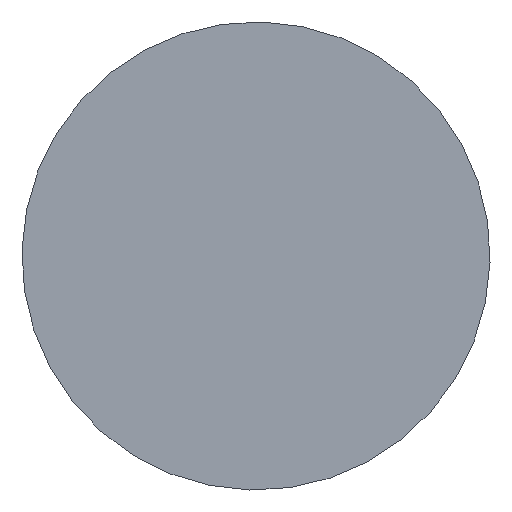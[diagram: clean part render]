
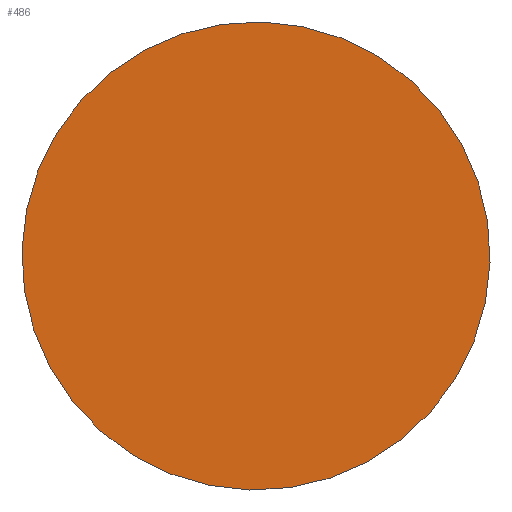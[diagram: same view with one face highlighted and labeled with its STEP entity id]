
A CAD part, front view. The second image highlights one B-rep face of the part: STEP entity #486.
In plain terms, the highlighted planar face has unit normal (0, -1, 0).
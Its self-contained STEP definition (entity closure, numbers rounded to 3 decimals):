
#88=FACE_OUTER_BOUND('',#120,.T.);
#120=EDGE_LOOP('',(#309,#310));
#161=CIRCLE('',#546,30.);
#162=CIRCLE('',#547,30.);
#194=VERTEX_POINT('',#762);
#195=VERTEX_POINT('',#763);
#239=EDGE_CURVE('',#194,#195,#161,.T.);
#240=EDGE_CURVE('',#195,#194,#162,.T.);
#309=ORIENTED_EDGE('',*,*,#239,.F.);
#310=ORIENTED_EDGE('',*,*,#240,.F.);
#442=PLANE('',#545);
#486=ADVANCED_FACE('',(#88),#442,.T.);
#545=AXIS2_PLACEMENT_3D('',#761,#620,#621);
#546=AXIS2_PLACEMENT_3D('',#764,#622,#623);
#547=AXIS2_PLACEMENT_3D('',#765,#624,#625);
#620=DIRECTION('center_axis',(0.,-1.,0.));
#621=DIRECTION('ref_axis',(0.316,0.,-0.949));
#622=DIRECTION('center_axis',(0.,1.,0.));
#623=DIRECTION('ref_axis',(-0.949,0.,-0.316));
#624=DIRECTION('center_axis',(0.,1.,0.));
#625=DIRECTION('ref_axis',(-0.949,0.,-0.316));
#761=CARTESIAN_POINT('Origin',(-14.23,-26.,-4.745));
#762=CARTESIAN_POINT('',(-28.459,-26.,-9.491));
#763=CARTESIAN_POINT('',(28.459,-26.,9.491));
#764=CARTESIAN_POINT('Origin',(0.,-26.,0.));
#765=CARTESIAN_POINT('Origin',(0.,-26.,0.));
